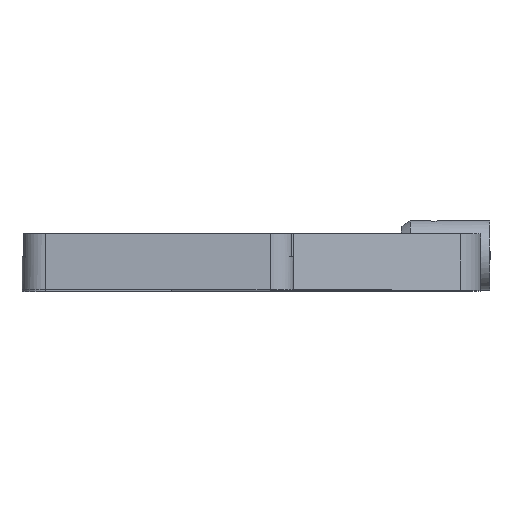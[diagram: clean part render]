
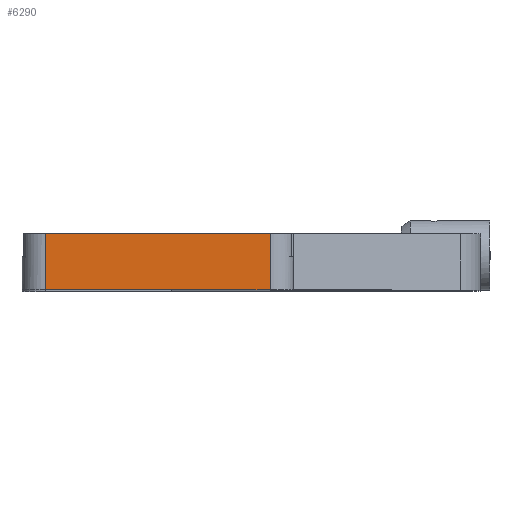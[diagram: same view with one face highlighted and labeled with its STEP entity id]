
A CAD part, top view. The second image highlights one B-rep face of the part: STEP entity #6290.
In plain terms, the highlighted planar face has unit normal (0, 0, 1).
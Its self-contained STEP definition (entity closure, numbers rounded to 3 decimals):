
#931 = EDGE_CURVE ( 'NONE', #9706, #8900, #18149, .T. ) ;
#962 = CARTESIAN_POINT ( 'NONE',  ( 0., 12., 232.56 ) ) ;
#1075 = LINE ( 'NONE', #962, #13921 ) ;
#1454 = CARTESIAN_POINT ( 'NONE',  ( -5., 0., 232.56 ) ) ;
#1578 = ORIENTED_EDGE ( 'NONE', *, *, #931, .T. ) ;
#2167 = CARTESIAN_POINT ( 'NONE',  ( -53., 0., 232.56 ) ) ;
#2252 = VECTOR ( 'NONE', #12621, 1000. ) ;
#2308 = CARTESIAN_POINT ( 'NONE',  ( -53., 12., 232.56 ) ) ;
#3002 = DIRECTION ( 'NONE',  ( 0., 1., 0. ) ) ;
#3119 = AXIS2_PLACEMENT_3D ( 'NONE', #6108, #10333, #16305 ) ;
#5208 = ORIENTED_EDGE ( 'NONE', *, *, #6198, .T. ) ;
#6108 = CARTESIAN_POINT ( 'NONE',  ( 0., 0., 232.56 ) ) ;
#6198 = EDGE_CURVE ( 'NONE', #8900, #17544, #16650, .T. ) ;
#6290 = ADVANCED_FACE ( 'NONE', ( #14200 ), #11440, .F. ) ;
#7474 = CARTESIAN_POINT ( 'NONE',  ( -5., 12., 232.56 ) ) ;
#7562 = LINE ( 'NONE', #8680, #16200 ) ;
#8680 = CARTESIAN_POINT ( 'NONE',  ( -53., 0., 232.56 ) ) ;
#8900 = VERTEX_POINT ( 'NONE', #1454 ) ;
#9706 = VERTEX_POINT ( 'NONE', #2167 ) ;
#10333 = DIRECTION ( 'NONE',  ( 0., 0., -1. ) ) ;
#11167 = ORIENTED_EDGE ( 'NONE', *, *, #16156, .F. ) ;
#11440 = PLANE ( 'NONE',  #3119 ) ;
#11972 = EDGE_LOOP ( 'NONE', ( #1578, #5208, #12828, #11167 ) ) ;
#12621 = DIRECTION ( 'NONE',  ( 1., 0., 0. ) ) ;
#12828 = ORIENTED_EDGE ( 'NONE', *, *, #13027, .T. ) ;
#13027 = EDGE_CURVE ( 'NONE', #17544, #17764, #1075, .T. ) ;
#13333 = VECTOR ( 'NONE', #17266, 1000. ) ;
#13777 = DIRECTION ( 'NONE',  ( -1., 0., 0. ) ) ;
#13856 = CARTESIAN_POINT ( 'NONE',  ( 0., 0., 232.56 ) ) ;
#13921 = VECTOR ( 'NONE', #13777, 1000. ) ;
#14200 = FACE_OUTER_BOUND ( 'NONE', #11972, .T. ) ;
#15872 = CARTESIAN_POINT ( 'NONE',  ( -5., 0., 232.56 ) ) ;
#16156 = EDGE_CURVE ( 'NONE', #9706, #17764, #7562, .T. ) ;
#16200 = VECTOR ( 'NONE', #3002, 1000. ) ;
#16305 = DIRECTION ( 'NONE',  ( 1., 0., 0. ) ) ;
#16650 = LINE ( 'NONE', #15872, #13333 ) ;
#17266 = DIRECTION ( 'NONE',  ( 0., 1., 0. ) ) ;
#17544 = VERTEX_POINT ( 'NONE', #7474 ) ;
#17764 = VERTEX_POINT ( 'NONE', #2308 ) ;
#18149 = LINE ( 'NONE', #13856, #2252 ) ;
